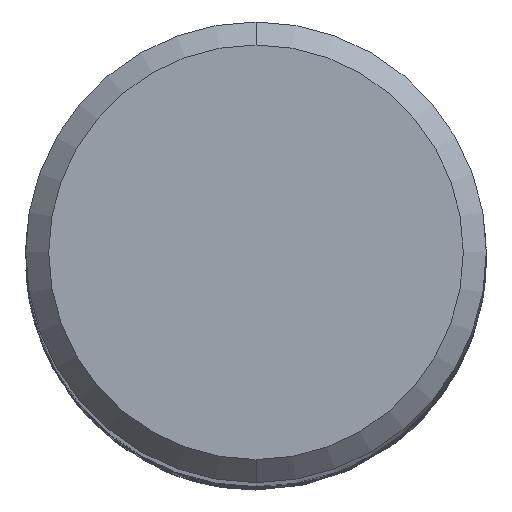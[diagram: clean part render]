
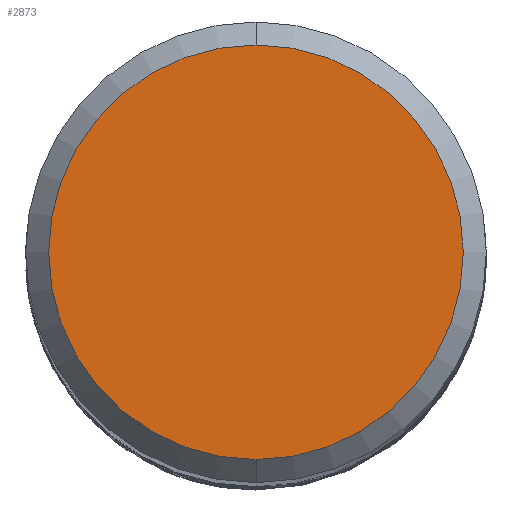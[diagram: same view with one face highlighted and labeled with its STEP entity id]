
A CAD part, top view. The second image highlights one B-rep face of the part: STEP entity #2873.
In plain terms, the highlighted planar face has unit normal (0, 0, 1).
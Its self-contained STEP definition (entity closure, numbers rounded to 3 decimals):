
#1253=VERTEX_POINT('',#3373);
#1649=EDGE_CURVE('',#1791,#1253,#3801,.T.);
#1791=VERTEX_POINT('',#3960);
#2475=EDGE_CURVE('',#1253,#1791,#4702,.T.);
#2873=ADVANCED_FACE('',(#5136),#5137,.T.);
#3373=CARTESIAN_POINT('',(0.0,3.6,0.0));
#3801=CIRCLE('',#12405,3.6);
#3960=CARTESIAN_POINT('',(0.,-3.6,0.0));
#4702=CIRCLE('',#24363,3.6);
#5136=FACE_OUTER_BOUND('',#29130,.T.);
#5137=PLANE('',#29131);
#12405=AXIS2_PLACEMENT_3D('',#32639,#32640,#32641);
#24363=AXIS2_PLACEMENT_3D('',#33594,#33595,#33596);
#29130=EDGE_LOOP('',(#34105,#34106));
#29131=AXIS2_PLACEMENT_3D('',#34107,#34108,#34109);
#32639=CARTESIAN_POINT('',(0.0,0.0,0.0));
#32640=DIRECTION('',(0.0,0.0,-1.0));
#32641=DIRECTION('',(0.0,1.0,0.0));
#33594=CARTESIAN_POINT('',(0.0,0.0,0.0));
#33595=DIRECTION('',(0.0,0.0,-1.0));
#33596=DIRECTION('',(0.0,1.0,0.0));
#34105=ORIENTED_EDGE('',*,*,#2475,.F.);
#34106=ORIENTED_EDGE('',*,*,#1649,.F.);
#34107=CARTESIAN_POINT('',(0.0,1.8,0.0));
#34108=DIRECTION('',(-0.0,0.0,1.0));
#34109=DIRECTION('',(0.0,-1.0,0.0));
